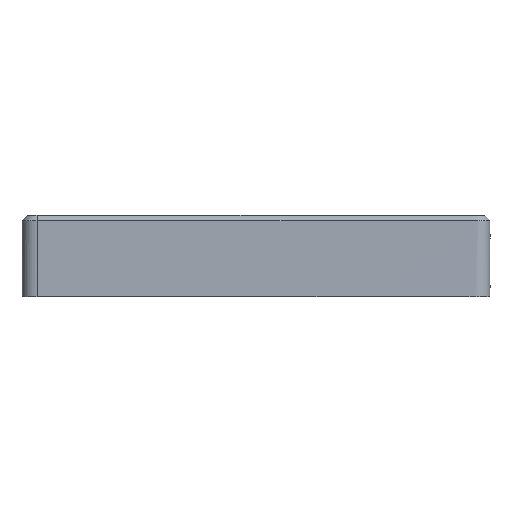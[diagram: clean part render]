
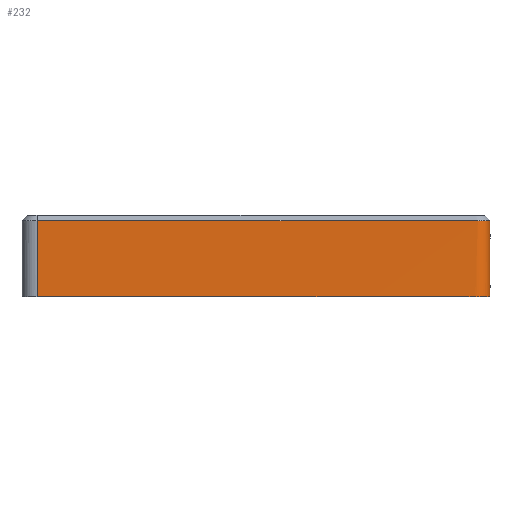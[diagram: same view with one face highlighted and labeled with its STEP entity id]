
A CAD part, front view. The second image highlights one B-rep face of the part: STEP entity #232.
In plain terms, the highlighted free-form (B-spline) face has degree [2, 1] with [5, 2] control points.
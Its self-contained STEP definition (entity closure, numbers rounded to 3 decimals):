
#61=(
BOUNDED_SURFACE()
B_SPLINE_SURFACE(2,1,((#5715,#5716),(#5717,#5718),(#5719,#5720),(#5721,#5722),
(#5723,#5724)),.UNSPECIFIED.,.F.,.F.,.F.)
B_SPLINE_SURFACE_WITH_KNOTS((3,2,3),(2,2),(-73.174,-68.776,
-2.724),(1.,15.),.UNSPECIFIED.)
GEOMETRIC_REPRESENTATION_ITEM()
RATIONAL_B_SPLINE_SURFACE(((1.,1.),(0.707,0.707),
(1.,1.),(1.,1.),(1.,1.)))
REPRESENTATION_ITEM($)
SURFACE()
);
#71=(
BOUNDED_CURVE()
B_SPLINE_CURVE(2,(#4375,#4376,#4377,#4378,#4379),.UNSPECIFIED.,.F.,.F.)
B_SPLINE_CURVE_WITH_KNOTS((3,2,3),(2.724,68.776,73.174),
.UNSPECIFIED.)
CURVE()
GEOMETRIC_REPRESENTATION_ITEM()
RATIONAL_B_SPLINE_CURVE((1.,1.,1.,0.707,1.))
REPRESENTATION_ITEM($)
);
#232=ADVANCED_FACE($,(#463),#61,.T.);
#463=FACE_OUTER_BOUND($,#735,.T.);
#735=EDGE_LOOP($,(#1416,#1417,#1418,#1419));
#1416=ORIENTED_EDGE($,*,*,#2242,.T.);
#1417=ORIENTED_EDGE($,*,*,#2222,.T.);
#1418=ORIENTED_EDGE($,*,*,#2020,.T.);
#1419=ORIENTED_EDGE($,*,*,#2240,.F.);
#2020=EDGE_CURVE($,#2555,#2701,#71,.T.);
#2222=EDGE_CURVE($,#2685,#2555,#3348,.T.);
#2240=EDGE_CURVE($,#2700,#2701,#3361,.T.);
#2242=EDGE_CURVE($,#2700,#2685,#3362,.T.);
#2555=VERTEX_POINT($,#5769);
#2685=VERTEX_POINT($,#5899);
#2700=VERTEX_POINT($,#5914);
#2701=VERTEX_POINT($,#5915);
#3348=B_SPLINE_CURVE_WITH_KNOTS($,1,(#5114,#5115),.UNSPECIFIED.,.F.,.F.,
(2,2),(1.,15.),.UNSPECIFIED.);
#3361=B_SPLINE_CURVE_WITH_KNOTS($,1,(#5261,#5262),.UNSPECIFIED.,.F.,.F.,
(2,2),(1.,15.),.UNSPECIFIED.);
#3362=B_SPLINE_CURVE_WITH_KNOTS($,3,(#5276,#5277,#5278,#5279,#5280,#5281,
#5282,#5283,#5284,#5285),.UNSPECIFIED.,.F.,.F.,(4,1,1,1,3,4),(196.882,
197.538,198.249,198.964,199.709,280.309),
.UNSPECIFIED.);
#4375=CARTESIAN_POINT($,(0.341,-1.193,-7.55));
#4376=CARTESIAN_POINT($,(40.641,-1.193,-7.55));
#4377=CARTESIAN_POINT($,(80.941,-1.193,-7.55));
#4378=CARTESIAN_POINT($,(83.741,-1.193,-7.55));
#4379=CARTESIAN_POINT($,(83.741,1.607,-7.55));
#5114=CARTESIAN_POINT($,(0.341,-1.193,6.45));
#5115=CARTESIAN_POINT($,(0.341,-1.193,-7.55));
#5261=CARTESIAN_POINT($,(83.741,1.607,6.45));
#5262=CARTESIAN_POINT($,(83.741,1.607,-7.55));
#5276=CARTESIAN_POINT($,(83.741,1.607,6.45));
#5277=CARTESIAN_POINT($,(83.741,1.267,6.45));
#5278=CARTESIAN_POINT($,(83.61,0.558,6.45));
#5279=CARTESIAN_POINT($,(83.024,-0.373,6.45));
#5280=CARTESIAN_POINT($,(82.084,-1.034,6.45));
#5281=CARTESIAN_POINT($,(81.328,-1.193,6.45));
#5282=CARTESIAN_POINT($,(80.941,-1.193,6.45));
#5283=CARTESIAN_POINT($,(54.074,-1.193,6.45));
#5284=CARTESIAN_POINT($,(27.207,-1.193,6.45));
#5285=CARTESIAN_POINT($,(0.341,-1.193,6.45));
#5715=CARTESIAN_POINT($,(83.741,1.607,6.45));
#5716=CARTESIAN_POINT($,(83.741,1.607,-7.55));
#5717=CARTESIAN_POINT($,(83.741,-1.193,6.45));
#5718=CARTESIAN_POINT($,(83.741,-1.193,-7.55));
#5719=CARTESIAN_POINT($,(80.941,-1.193,6.45));
#5720=CARTESIAN_POINT($,(80.941,-1.193,-7.55));
#5721=CARTESIAN_POINT($,(40.641,-1.193,6.45));
#5722=CARTESIAN_POINT($,(40.641,-1.193,-7.55));
#5723=CARTESIAN_POINT($,(0.341,-1.193,6.45));
#5724=CARTESIAN_POINT($,(0.341,-1.193,-7.55));
#5769=CARTESIAN_POINT($,(0.341,-1.193,-7.55));
#5899=CARTESIAN_POINT($,(0.341,-1.193,6.45));
#5914=CARTESIAN_POINT($,(83.741,1.607,6.45));
#5915=CARTESIAN_POINT($,(83.741,1.607,-7.55));
